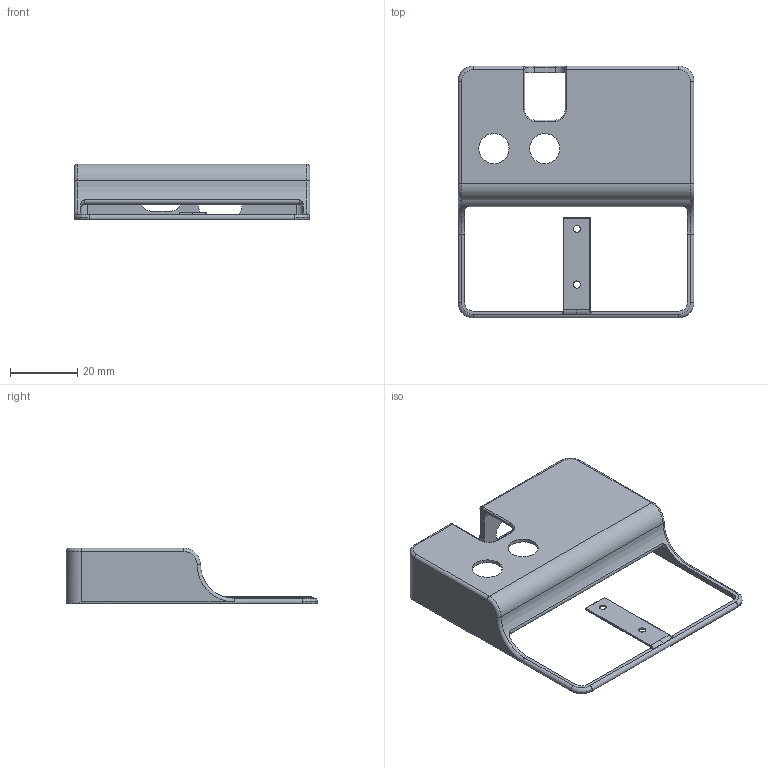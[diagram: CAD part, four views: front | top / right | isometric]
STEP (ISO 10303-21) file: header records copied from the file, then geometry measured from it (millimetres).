
FILE_DESCRIPTION(('HOOPS Exchange Step'),'2;1');
FILE_NAME('temp_export','2025-07-02T22:34:33+17:00',('mobile'),('Shapr3D Limited'),'HOOPS Exchange 2024.8','Shapr3D','Authorized');
FILE_SCHEMA( ('AP242_MANAGED_MODEL_BASED_3D_ENGINEERING_MIM_LF {1 0 10303 442 1 1 4}') );
Length unit declared in the file: millimetre
Products named in the file (1): root
Bounding box: 70.21 x 74.91 x 16.6 mm (x, y, z)
Volume: 10667.5 mm3; surface area: 11845.1 mm2
Topology: 1 solids, 1 shells, 117 faces, 320 edges, 194 vertices
Faces by surface type: cylinder 56, plane 29, torus 21, sphere 6, bspline 5
Full cylindrical faces by diameter (mm): 2.15 x2, 8 x1, 9 x2
Entity records: 4467 total; most frequent: CARTESIAN_POINT 1417, DIRECTION 671, ORIENTED_EDGE 624, EDGE_CURVE 312, AXIS2_PLACEMENT_3D 264, VERTEX_POINT 194, CIRCLE 148, VECTOR 143
